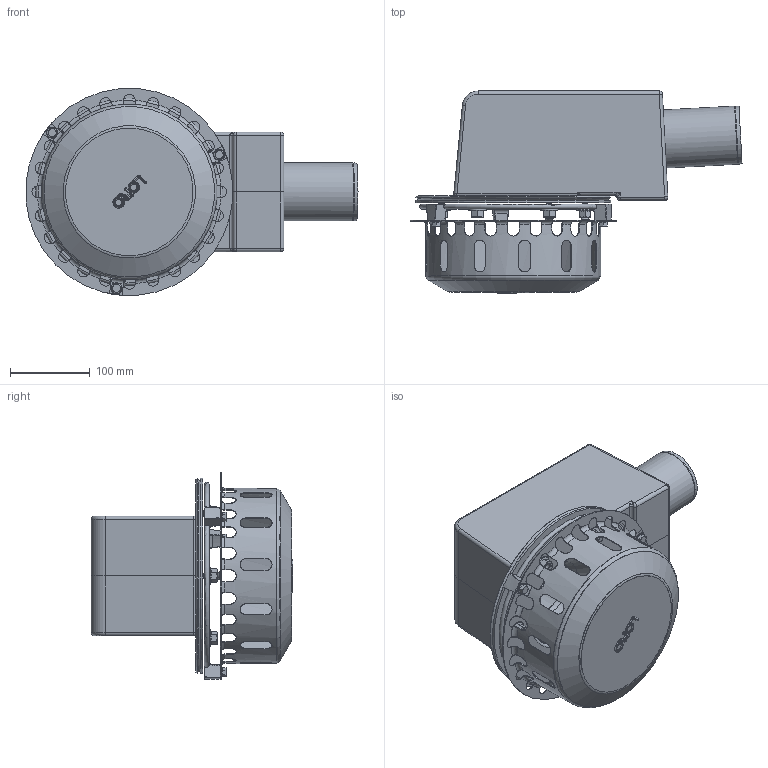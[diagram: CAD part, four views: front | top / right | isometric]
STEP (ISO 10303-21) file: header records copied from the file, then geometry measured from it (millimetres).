
FILE_DESCRIPTION(/* description */ (''),/* implementation_level */ '2;1');
FILE_NAME(/* name */ '21515.070X_3D.stp',/* time_stamp */ '2024-12-12T08:43:43+01:00',/* author */ ('CAD'),/* organization */ (''),/* preprocessor_version */ 'ST-DEVELOPER v20',/* originating_system */ 'AutoCAD Mechanical',/* authorisation */ '');
FILE_SCHEMA (('AUTOMOTIVE_DESIGN { 1 0 10303 214 3 1 1 }'));
Length unit declared in the file: millimetre
Products named in the file (2): Product; *S3
Assembly tree (1 placements, depth 2):
  Product
    *S3
Bounding box: 416.39 x 253.25 x 259.29 mm (x, y, z)
Volume: 4354229 mm3; surface area: 863353.2 mm2
Topology: 26 solids, 26 shells, 924 faces, 2356 edges, 1447 vertices
Faces by surface type: cone 262, plane 258, cylinder 215, torus 117, bspline 61, sphere 11
Full cylindrical faces by diameter (mm): 6 x3, 7 x6, 8 x15, 8.376 x6, 10.5 x2, 13 x6, 14.5 x2, 15 x2, 16 x6, 17.5 x1, 18 x1, 70.6 x2, 73 x2, 125 x1, 218 x1, 220 x1, 245 x1, 260 x1
Entity records: 37048 total; most frequent: CARTESIAN_POINT 15145, ORIENTED_EDGE 4676, DIRECTION 4410, EDGE_CURVE 2338, AXIS2_PLACEMENT_3D 1790, VERTEX_POINT 1445, EDGE_LOOP 1039, FACE_OUTER_BOUND 924
